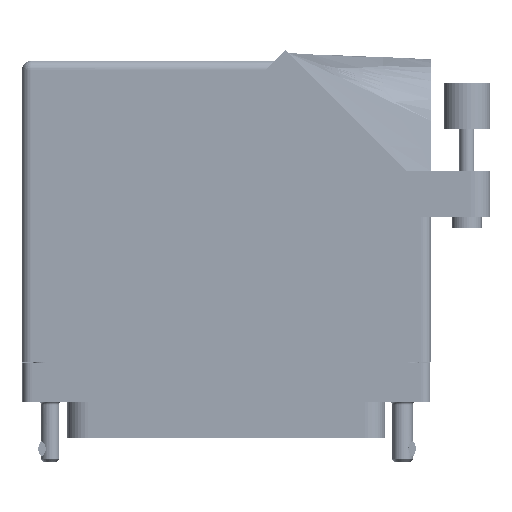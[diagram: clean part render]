
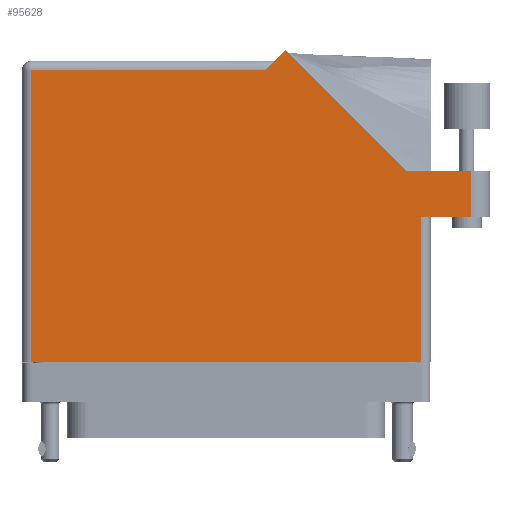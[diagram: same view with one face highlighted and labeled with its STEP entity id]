
A CAD part, front view. The second image highlights one B-rep face of the part: STEP entity #95628.
In plain terms, the highlighted face is planar.
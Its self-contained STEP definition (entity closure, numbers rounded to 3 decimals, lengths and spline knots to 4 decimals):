
#1640 = CARTESIAN_POINT ( 'NONE',  ( 1.3775, 0.88, 0.765 ) ) ;
#2019 = LINE ( 'NONE', #28443, #49263 ) ;
#3099 = DIRECTION ( 'NONE',  ( -1., 0., 0. ) ) ;
#4576 = VERTEX_POINT ( 'NONE', #83467 ) ;
#4882 = ORIENTED_EDGE ( 'NONE', *, *, #39205, .T. ) ;
#6008 = CARTESIAN_POINT ( 'NONE',  ( 1.2119, 1.187, 0.765 ) ) ;
#6330 = LINE ( 'NONE', #48997, #67233 ) ;
#8573 = EDGE_CURVE ( 'NONE', #11635, #22175, #97580, .T. ) ;
#8924 = DIRECTION ( 'NONE',  ( -0.707, 0.707, 0. ) ) ;
#9445 = DIRECTION ( 'NONE',  ( 0., 1., 0. ) ) ;
#9566 = VECTOR ( 'NONE', #13285, 39.3701 ) ;
#9677 = VERTEX_POINT ( 'NONE', #84845 ) ;
#11053 = EDGE_LOOP ( 'NONE', ( #4882, #33507, #88964, #69894, #26088, #55602, #42904, #62248, #42568 ) ) ;
#11635 = VERTEX_POINT ( 'NONE', #50738 ) ;
#11849 = EDGE_CURVE ( 'NONE', #94067, #59394, #64653, .T. ) ;
#13285 = DIRECTION ( 'NONE',  ( 0., -1., 0. ) ) ;
#20547 = DIRECTION ( 'NONE',  ( -1., 0., 0. ) ) ;
#22175 = VERTEX_POINT ( 'NONE', #55285 ) ;
#23953 = CARTESIAN_POINT ( 'NONE',  ( -1.3155, 1.868, 0.765 ) ) ;
#24696 = DIRECTION ( 'NONE',  ( 0., 1., 0. ) ) ;
#24987 = CARTESIAN_POINT ( 'NONE',  ( 1.6525, 1.187, 0.765 ) ) ;
#25841 = VECTOR ( 'NONE', #31781, 39.3701 ) ;
#26088 = ORIENTED_EDGE ( 'NONE', *, *, #88221, .T. ) ;
#26387 = LINE ( 'NONE', #1640, #42523 ) ;
#27318 = CARTESIAN_POINT ( 'NONE',  ( 0.3982, 2.0007, 0.765 ) ) ;
#28443 = CARTESIAN_POINT ( 'NONE',  ( -1.3775, 1.868, 0.765 ) ) ;
#29728 = VECTOR ( 'NONE', #52401, 39.3701 ) ;
#31781 = DIRECTION ( 'NONE',  ( -0.707, -0.707, 0. ) ) ;
#33507 = ORIENTED_EDGE ( 'NONE', *, *, #64593, .T. ) ;
#33700 = EDGE_CURVE ( 'NONE', #59394, #74420, #67261, .T. ) ;
#36121 = VECTOR ( 'NONE', #8924, 39.3701 ) ;
#37383 = CARTESIAN_POINT ( 'NONE',  ( 1.7775, 1.187, 0.765 ) ) ;
#39205 = EDGE_CURVE ( 'NONE', #9677, #46416, #26387, .T. ) ;
#40581 = LINE ( 'NONE', #50115, #55563 ) ;
#42523 = VECTOR ( 'NONE', #80892, 39.3701 ) ;
#42568 = ORIENTED_EDGE ( 'NONE', *, *, #78358, .T. ) ;
#42904 = ORIENTED_EDGE ( 'NONE', *, *, #80455, .T. ) ;
#43279 = LINE ( 'NONE', #64368, #25841 ) ;
#45926 = CARTESIAN_POINT ( 'NONE',  ( -1.3155, -0.1, 0.765 ) ) ;
#46416 = VERTEX_POINT ( 'NONE', #77916 ) ;
#48997 = CARTESIAN_POINT ( 'NONE',  ( 1.3155, 0.88, 0.765 ) ) ;
#49263 = VECTOR ( 'NONE', #20547, 39.3701 ) ;
#50115 = CARTESIAN_POINT ( 'NONE',  ( 1.6525, 1.187, 0.765 ) ) ;
#50738 = CARTESIAN_POINT ( 'NONE',  ( -1.3155, -0.1, 0.765 ) ) ;
#52401 = DIRECTION ( 'NONE',  ( -1., 0., 0. ) ) ;
#55285 = CARTESIAN_POINT ( 'NONE',  ( 1.3155, -0.1, 0.765 ) ) ;
#55563 = VECTOR ( 'NONE', #9445, 39.3701 ) ;
#55602 = ORIENTED_EDGE ( 'NONE', *, *, #80992, .T. ) ;
#58731 = FACE_OUTER_BOUND ( 'NONE', #11053, .T. ) ;
#59394 = VERTEX_POINT ( 'NONE', #6008 ) ;
#62248 = ORIENTED_EDGE ( 'NONE', *, *, #8573, .T. ) ;
#64368 = CARTESIAN_POINT ( 'NONE',  ( 0.3275, 1.93, 0.765 ) ) ;
#64593 = EDGE_CURVE ( 'NONE', #46416, #94067, #40581, .T. ) ;
#64653 = LINE ( 'NONE', #37383, #29728 ) ;
#67233 = VECTOR ( 'NONE', #24696, 39.3701 ) ;
#67261 = LINE ( 'NONE', #95452, #36121 ) ;
#68497 = VERTEX_POINT ( 'NONE', #23953 ) ;
#69894 = ORIENTED_EDGE ( 'NONE', *, *, #33700, .T. ) ;
#71723 = LINE ( 'NONE', #45926, #9566 ) ;
#74420 = VERTEX_POINT ( 'NONE', #27318 ) ;
#77916 = CARTESIAN_POINT ( 'NONE',  ( 1.6525, 0.88, 0.765 ) ) ;
#78358 = EDGE_CURVE ( 'NONE', #22175, #9677, #6330, .T. ) ;
#80455 = EDGE_CURVE ( 'NONE', #68497, #11635, #71723, .T. ) ;
#80892 = DIRECTION ( 'NONE',  ( 1., 0., 0. ) ) ;
#80992 = EDGE_CURVE ( 'NONE', #4576, #68497, #2019, .T. ) ;
#83023 = PLANE ( 'NONE',  #95703 ) ;
#83467 = CARTESIAN_POINT ( 'NONE',  ( 0.2655, 1.868, 0.765 ) ) ;
#84845 = CARTESIAN_POINT ( 'NONE',  ( 1.3155, 0.88, 0.765 ) ) ;
#88221 = EDGE_CURVE ( 'NONE', #74420, #4576, #43279, .T. ) ;
#88964 = ORIENTED_EDGE ( 'NONE', *, *, #11849, .T. ) ;
#94067 = VERTEX_POINT ( 'NONE', #24987 ) ;
#94609 = CARTESIAN_POINT ( 'NONE',  ( -1.3775, -0.1, 0.765 ) ) ;
#94964 = DIRECTION ( 'NONE',  ( 1., 0., 0. ) ) ;
#95452 = CARTESIAN_POINT ( 'NONE',  ( 1.2119, 1.187, 0.765 ) ) ;
#95628 = ADVANCED_FACE ( 'NONE', ( #58731 ), #83023, .F. ) ;
#95703 = AXIS2_PLACEMENT_3D ( 'NONE', #98271, #98950, #3099 ) ;
#97580 = LINE ( 'NONE', #94609, #100034 ) ;
#98271 = CARTESIAN_POINT ( 'NONE',  ( -1.3775, 1.93, 0.765 ) ) ;
#98950 = DIRECTION ( 'NONE',  ( 0., 0., -1. ) ) ;
#100034 = VECTOR ( 'NONE', #94964, 39.3701 ) ;
